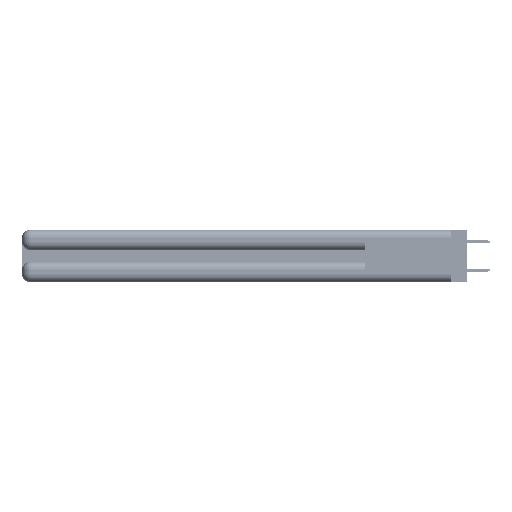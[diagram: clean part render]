
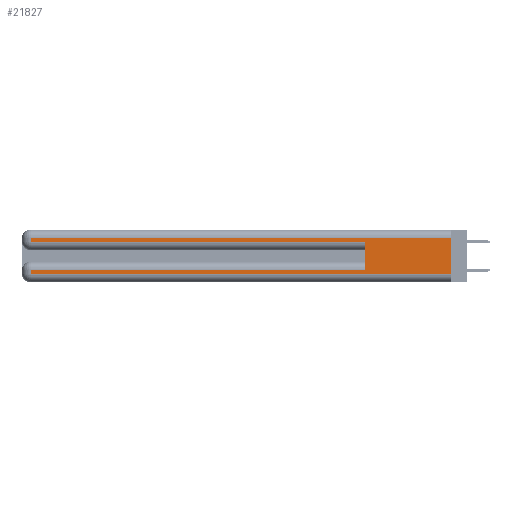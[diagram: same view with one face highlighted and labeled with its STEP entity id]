
A CAD part, left-side view. The second image highlights one B-rep face of the part: STEP entity #21827.
In plain terms, the highlighted planar face has unit normal (-1, 0, 0).
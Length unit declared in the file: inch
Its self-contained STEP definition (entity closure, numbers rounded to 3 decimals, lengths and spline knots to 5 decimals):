
#611 = LINE ( 'NONE', #13158, #41907 ) ;
#1540 = VECTOR ( 'NONE', #17274, 39.37008 ) ;
#1939 = CARTESIAN_POINT ( 'NONE',  ( 0., 2.94, 0.285 ) ) ;
#2442 = FACE_OUTER_BOUND ( 'NONE', #9451, .T. ) ;
#2500 = CARTESIAN_POINT ( 'NONE',  ( 0., 0., 0.31 ) ) ;
#3391 = CARTESIAN_POINT ( 'NONE',  ( 0., 0.6, 0.085 ) ) ;
#4081 = CARTESIAN_POINT ( 'NONE',  ( 0., 0.6, 0.285 ) ) ;
#4182 = CARTESIAN_POINT ( 'NONE',  ( 0., 2.94, 0.06 ) ) ;
#5266 = CARTESIAN_POINT ( 'NONE',  ( 0., 2.94, 0.085 ) ) ;
#6064 = VERTEX_POINT ( 'NONE', #49802 ) ;
#7900 = EDGE_CURVE ( 'NONE', #54177, #46920, #54727, .T. ) ;
#9451 = EDGE_LOOP ( 'NONE', ( #15005, #28123, #46983, #12591, #38422, #38653, #43557, #38203 ) ) ;
#12097 = VERTEX_POINT ( 'NONE', #4182 ) ;
#12591 = ORIENTED_EDGE ( 'NONE', *, *, #43324, .T. ) ;
#13158 = CARTESIAN_POINT ( 'NONE',  ( 0., 0., 0.06 ) ) ;
#13724 = EDGE_CURVE ( 'NONE', #26156, #27902, #27513, .T. ) ;
#15005 = ORIENTED_EDGE ( 'NONE', *, *, #13724, .F. ) ;
#17274 = DIRECTION ( 'NONE',  ( 0., 0., -1. ) ) ;
#18754 = VECTOR ( 'NONE', #53157, 39.37008 ) ;
#21701 = DIRECTION ( 'NONE',  ( 1., 0., 0. ) ) ;
#21827 = ADVANCED_FACE ( 'NONE', ( #2442 ), #25776, .F. ) ;
#22027 = VERTEX_POINT ( 'NONE', #1939 ) ;
#23677 = EDGE_CURVE ( 'NONE', #6064, #22027, #26225, .T. ) ;
#24192 = VECTOR ( 'NONE', #52750, 39.37008 ) ;
#24214 = VECTOR ( 'NONE', #31868, 39.37008 ) ;
#25776 = PLANE ( 'NONE',  #54353 ) ;
#25961 = DIRECTION ( 'NONE',  ( 0., 0., -1. ) ) ;
#26156 = VERTEX_POINT ( 'NONE', #2500 ) ;
#26225 = LINE ( 'NONE', #42371, #1540 ) ;
#27513 = LINE ( 'NONE', #53340, #24214 ) ;
#27902 = VERTEX_POINT ( 'NONE', #38801 ) ;
#28123 = ORIENTED_EDGE ( 'NONE', *, *, #30452, .T. ) ;
#29841 = DIRECTION ( 'NONE',  ( 0., -1., 0. ) ) ;
#30057 = CARTESIAN_POINT ( 'NONE',  ( 0., 0., 0.37 ) ) ;
#30452 = EDGE_CURVE ( 'NONE', #26156, #6064, #54552, .T. ) ;
#31285 = CARTESIAN_POINT ( 'NONE',  ( 0., 0., 0.085 ) ) ;
#31868 = DIRECTION ( 'NONE',  ( 0., 0., -1. ) ) ;
#32326 = EDGE_CURVE ( 'NONE', #35119, #12097, #40954, .T. ) ;
#33630 = VECTOR ( 'NONE', #41919, 39.37008 ) ;
#33764 = CARTESIAN_POINT ( 'NONE',  ( 0., 0., 0.285 ) ) ;
#35119 = VERTEX_POINT ( 'NONE', #5266 ) ;
#36119 = DIRECTION ( 'NONE',  ( 0., 1., 0. ) ) ;
#36221 = EDGE_CURVE ( 'NONE', #12097, #27902, #611, .T. ) ;
#36664 = CARTESIAN_POINT ( 'NONE',  ( 0., 0.6, 0.145 ) ) ;
#36711 = CARTESIAN_POINT ( 'NONE',  ( 0., 2.94, 0.37 ) ) ;
#38203 = ORIENTED_EDGE ( 'NONE', *, *, #36221, .T. ) ;
#38422 = ORIENTED_EDGE ( 'NONE', *, *, #7900, .F. ) ;
#38653 = ORIENTED_EDGE ( 'NONE', *, *, #47190, .T. ) ;
#38801 = CARTESIAN_POINT ( 'NONE',  ( 0., 0., 0.06 ) ) ;
#40940 = VECTOR ( 'NONE', #29841, 39.37008 ) ;
#40954 = LINE ( 'NONE', #36711, #33630 ) ;
#41907 = VECTOR ( 'NONE', #42939, 39.37008 ) ;
#41919 = DIRECTION ( 'NONE',  ( 0., 0., -1. ) ) ;
#42371 = CARTESIAN_POINT ( 'NONE',  ( 0., 2.94, 0.37 ) ) ;
#42939 = DIRECTION ( 'NONE',  ( 0., -1., 0. ) ) ;
#43324 = EDGE_CURVE ( 'NONE', #22027, #46920, #43622, .T. ) ;
#43533 = LINE ( 'NONE', #31285, #24192 ) ;
#43557 = ORIENTED_EDGE ( 'NONE', *, *, #32326, .T. ) ;
#43622 = LINE ( 'NONE', #33764, #40940 ) ;
#46920 = VERTEX_POINT ( 'NONE', #4081 ) ;
#46983 = ORIENTED_EDGE ( 'NONE', *, *, #23677, .T. ) ;
#47190 = EDGE_CURVE ( 'NONE', #54177, #35119, #43533, .T. ) ;
#48678 = CARTESIAN_POINT ( 'NONE',  ( 0., 0., 0.31 ) ) ;
#49802 = CARTESIAN_POINT ( 'NONE',  ( 0., 2.94, 0.31 ) ) ;
#51881 = VECTOR ( 'NONE', #36119, 39.37008 ) ;
#52750 = DIRECTION ( 'NONE',  ( 0., 1., 0. ) ) ;
#53157 = DIRECTION ( 'NONE',  ( 0., 0., 1. ) ) ;
#53340 = CARTESIAN_POINT ( 'NONE',  ( 0., 0., 0.37 ) ) ;
#54177 = VERTEX_POINT ( 'NONE', #3391 ) ;
#54353 = AXIS2_PLACEMENT_3D ( 'NONE', #30057, #21701, #25961 ) ;
#54552 = LINE ( 'NONE', #48678, #51881 ) ;
#54727 = LINE ( 'NONE', #36664, #18754 ) ;
